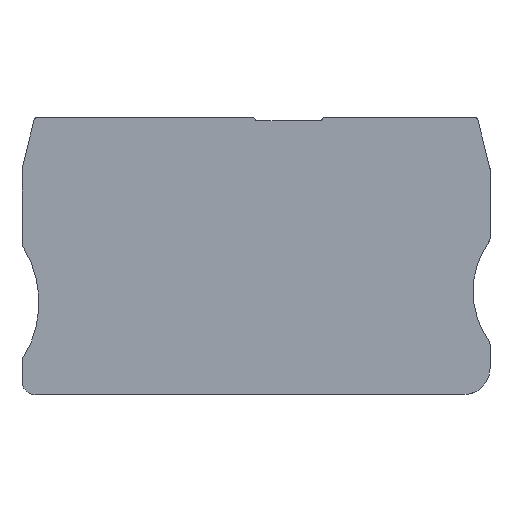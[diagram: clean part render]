
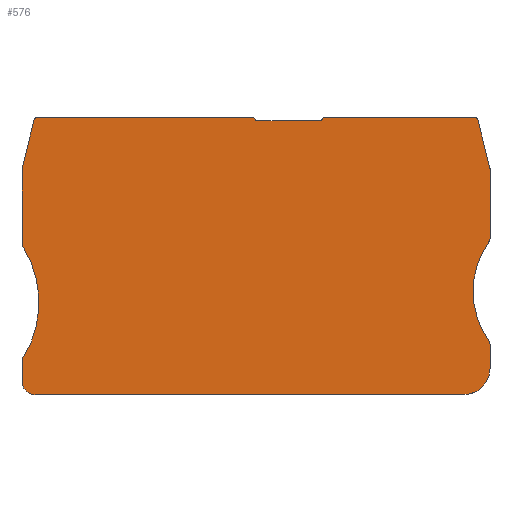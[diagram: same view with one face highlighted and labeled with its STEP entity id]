
A CAD part, top view. The second image highlights one B-rep face of the part: STEP entity #576.
In plain terms, the highlighted planar face has unit normal (0, 0, 1).
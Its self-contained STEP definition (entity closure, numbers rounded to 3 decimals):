
#1=DIRECTION('',(-1.,0.,0.));
#2=VECTOR('',#1,10.052);
#3=CARTESIAN_POINT('',(10.026,41.9,0.));
#4=LINE('',#3,#2);
#5=DIRECTION('',(-0.358,-0.934,0.));
#6=VECTOR('',#5,0.192);
#7=CARTESIAN_POINT('',(10.095,42.079,0.));
#8=LINE('',#7,#6);
#9=CARTESIAN_POINT('',(10.561,41.9,0.));
#10=DIRECTION('',(0.,0.,1.));
#11=DIRECTION('',(0.,1.,0.));
#12=AXIS2_PLACEMENT_3D('',#9,#10,#11);
#14=DIRECTION('',(-1.,0.,0.));
#15=VECTOR('',#14,22.898);
#16=CARTESIAN_POINT('',(33.459,42.4,0.));
#17=LINE('',#16,#15);
#18=CARTESIAN_POINT('',(33.459,41.9,0.));
#19=DIRECTION('',(0.,0.,1.));
#20=DIRECTION('',(0.97,0.242,0.));
#21=AXIS2_PLACEMENT_3D('',#18,#19,#20);
#23=DIRECTION('',(-0.242,0.97,0.));
#24=VECTOR('',#23,7.621);
#25=CARTESIAN_POINT('',(35.788,34.627,0.));
#26=LINE('',#25,#24);
#27=CARTESIAN_POINT('',(35.4,34.53,0.));
#28=DIRECTION('',(0.,0.,1.));
#29=DIRECTION('',(1.,0.,0.));
#30=AXIS2_PLACEMENT_3D('',#27,#28,#29);
#32=DIRECTION('',(0.,1.,0.));
#33=VECTOR('',#32,10.603);
#34=CARTESIAN_POINT('',(35.8,23.927,0.));
#35=LINE('',#34,#33);
#36=CARTESIAN_POINT('',(34.8,23.927,0.));
#37=DIRECTION('',(0.,0.,1.));
#38=DIRECTION('',(0.814,-0.58,0.));
#39=AXIS2_PLACEMENT_3D('',#36,#37,#38);
#41=CARTESIAN_POINT('',(46.2,15.8,0.));
#42=DIRECTION('',(0.,0.,-1.));
#43=DIRECTION('',(-0.814,-0.58,0.));
#44=AXIS2_PLACEMENT_3D('',#41,#42,#43);
#46=CARTESIAN_POINT('',(34.8,7.673,0.));
#47=DIRECTION('',(0.,0.,1.));
#48=DIRECTION('',(1.,0.,0.));
#49=AXIS2_PLACEMENT_3D('',#46,#47,#48);
#51=DIRECTION('',(0.,1.,0.));
#52=VECTOR('',#51,3.673);
#53=CARTESIAN_POINT('',(35.8,4.,0.));
#54=LINE('',#53,#52);
#55=CARTESIAN_POINT('',(31.8,4.,0.));
#56=DIRECTION('',(0.,0.,1.));
#57=DIRECTION('',(0.,-1.,0.));
#58=AXIS2_PLACEMENT_3D('',#55,#56,#57);
#60=DIRECTION('',(1.,0.,0.));
#61=VECTOR('',#60,65.6);
#62=CARTESIAN_POINT('',(-33.8,0.,0.));
#63=LINE('',#62,#61);
#64=CARTESIAN_POINT('',(-33.8,2.,0.));
#65=DIRECTION('',(0.,0.,1.));
#66=DIRECTION('',(-1.,0.,0.));
#67=AXIS2_PLACEMENT_3D('',#64,#65,#66);
#69=DIRECTION('',(0.,-1.,0.));
#70=VECTOR('',#69,3.065);
#71=CARTESIAN_POINT('',(-35.8,5.065,0.));
#72=LINE('',#71,#70);
#73=CARTESIAN_POINT('',(-34.8,5.065,0.));
#74=DIRECTION('',(0.,0.,1.));
#75=DIRECTION('',(-0.847,0.531,0.));
#76=AXIS2_PLACEMENT_3D('',#73,#74,#75);
#78=CARTESIAN_POINT('',(-49.2,14.1,0.));
#79=DIRECTION('',(0.,0.,-1.));
#80=DIRECTION('',(0.847,0.531,0.));
#81=AXIS2_PLACEMENT_3D('',#78,#79,#80);
#83=CARTESIAN_POINT('',(-34.8,23.135,0.));
#84=DIRECTION('',(0.,0.,1.));
#85=DIRECTION('',(-1.,0.,0.));
#86=AXIS2_PLACEMENT_3D('',#83,#84,#85);
#88=DIRECTION('',(0.,-1.,0.));
#89=VECTOR('',#88,11.394);
#90=CARTESIAN_POINT('',(-35.8,34.53,0.));
#91=LINE('',#90,#89);
#92=CARTESIAN_POINT('',(-35.4,34.53,0.));
#93=DIRECTION('',(0.,0.,1.));
#94=DIRECTION('',(-0.97,0.242,0.));
#95=AXIS2_PLACEMENT_3D('',#92,#93,#94);
#97=DIRECTION('',(-0.242,-0.97,0.));
#98=VECTOR('',#97,7.621);
#99=CARTESIAN_POINT('',(-33.945,42.021,0.));
#100=LINE('',#99,#98);
#101=CARTESIAN_POINT('',(-33.459,41.9,0.));
#102=DIRECTION('',(0.,0.,1.));
#103=DIRECTION('',(0.,1.,0.));
#104=AXIS2_PLACEMENT_3D('',#101,#102,#103);
#106=DIRECTION('',(-1.,0.,0.));
#107=VECTOR('',#106,32.898);
#108=CARTESIAN_POINT('',(-0.561,42.4,0.));
#109=LINE('',#108,#107);
#110=CARTESIAN_POINT('',(-0.561,41.9,0.));
#111=DIRECTION('',(0.,0.,1.));
#112=DIRECTION('',(0.934,0.358,0.));
#113=AXIS2_PLACEMENT_3D('',#110,#111,#112);
#115=DIRECTION('',(-0.358,0.934,0.));
#116=VECTOR('',#115,0.192);
#117=CARTESIAN_POINT('',(-0.026,41.9,0.));
#118=LINE('',#117,#116);
#397=CARTESIAN_POINT('',(10.026,41.9,0.));
#398=CARTESIAN_POINT('',(-0.026,41.9,0.));
#399=VERTEX_POINT('',#397);
#400=VERTEX_POINT('',#398);
#401=CARTESIAN_POINT('',(-0.095,42.079,0.));
#402=VERTEX_POINT('',#401);
#403=CARTESIAN_POINT('',(-0.561,42.4,0.));
#404=VERTEX_POINT('',#403);
#405=CARTESIAN_POINT('',(-33.459,42.4,0.));
#406=VERTEX_POINT('',#405);
#407=CARTESIAN_POINT('',(-33.945,42.021,0.));
#408=VERTEX_POINT('',#407);
#409=CARTESIAN_POINT('',(-35.788,34.627,0.));
#410=VERTEX_POINT('',#409);
#411=CARTESIAN_POINT('',(-35.8,34.53,0.));
#412=VERTEX_POINT('',#411);
#413=CARTESIAN_POINT('',(-35.8,23.135,0.));
#414=VERTEX_POINT('',#413);
#415=CARTESIAN_POINT('',(-35.647,22.604,0.));
#416=VERTEX_POINT('',#415);
#417=CARTESIAN_POINT('',(-35.647,5.596,0.));
#418=VERTEX_POINT('',#417);
#419=CARTESIAN_POINT('',(-35.8,5.065,0.));
#420=VERTEX_POINT('',#419);
#421=CARTESIAN_POINT('',(-35.8,2.,0.));
#422=VERTEX_POINT('',#421);
#423=CARTESIAN_POINT('',(-33.8,0.,0.));
#424=VERTEX_POINT('',#423);
#425=CARTESIAN_POINT('',(31.8,0.,0.));
#426=VERTEX_POINT('',#425);
#427=CARTESIAN_POINT('',(35.8,4.,0.));
#428=VERTEX_POINT('',#427);
#429=CARTESIAN_POINT('',(35.8,7.673,0.));
#430=VERTEX_POINT('',#429);
#431=CARTESIAN_POINT('',(35.614,8.254,0.));
#432=VERTEX_POINT('',#431);
#433=CARTESIAN_POINT('',(35.614,23.346,0.));
#434=VERTEX_POINT('',#433);
#435=CARTESIAN_POINT('',(35.8,23.927,0.));
#436=VERTEX_POINT('',#435);
#437=CARTESIAN_POINT('',(35.8,34.53,0.));
#438=VERTEX_POINT('',#437);
#439=CARTESIAN_POINT('',(35.788,34.627,0.));
#440=VERTEX_POINT('',#439);
#441=CARTESIAN_POINT('',(33.945,42.021,0.));
#442=VERTEX_POINT('',#441);
#443=CARTESIAN_POINT('',(33.459,42.4,0.));
#444=VERTEX_POINT('',#443);
#445=CARTESIAN_POINT('',(10.561,42.4,0.));
#446=VERTEX_POINT('',#445);
#447=CARTESIAN_POINT('',(10.095,42.079,0.));
#448=VERTEX_POINT('',#447);
#517=CARTESIAN_POINT('',(0.,0.,0.));
#518=DIRECTION('',(0.,0.,1.));
#519=DIRECTION('',(1.,0.,0.));
#520=AXIS2_PLACEMENT_3D('',#517,#518,#519);
#521=PLANE('',#520);
#523=ORIENTED_EDGE('',*,*,#522,.F.);
#525=ORIENTED_EDGE('',*,*,#524,.F.);
#527=ORIENTED_EDGE('',*,*,#526,.F.);
#529=ORIENTED_EDGE('',*,*,#528,.F.);
#531=ORIENTED_EDGE('',*,*,#530,.F.);
#533=ORIENTED_EDGE('',*,*,#532,.F.);
#535=ORIENTED_EDGE('',*,*,#534,.F.);
#537=ORIENTED_EDGE('',*,*,#536,.F.);
#539=ORIENTED_EDGE('',*,*,#538,.F.);
#541=ORIENTED_EDGE('',*,*,#540,.F.);
#543=ORIENTED_EDGE('',*,*,#542,.F.);
#545=ORIENTED_EDGE('',*,*,#544,.F.);
#547=ORIENTED_EDGE('',*,*,#546,.F.);
#549=ORIENTED_EDGE('',*,*,#548,.F.);
#551=ORIENTED_EDGE('',*,*,#550,.F.);
#553=ORIENTED_EDGE('',*,*,#552,.F.);
#555=ORIENTED_EDGE('',*,*,#554,.F.);
#557=ORIENTED_EDGE('',*,*,#556,.F.);
#559=ORIENTED_EDGE('',*,*,#558,.F.);
#561=ORIENTED_EDGE('',*,*,#560,.F.);
#563=ORIENTED_EDGE('',*,*,#562,.F.);
#565=ORIENTED_EDGE('',*,*,#564,.F.);
#567=ORIENTED_EDGE('',*,*,#566,.F.);
#569=ORIENTED_EDGE('',*,*,#568,.F.);
#571=ORIENTED_EDGE('',*,*,#570,.F.);
#573=ORIENTED_EDGE('',*,*,#572,.F.);
#574=EDGE_LOOP('',(#523,#525,#527,#529,#531,#533,#535,#537,#539,#541,#543,#545,
#547,#549,#551,#553,#555,#557,#559,#561,#563,#565,#567,#569,#571,#573));
#575=FACE_OUTER_BOUND('',#574,.F.);
#576=ADVANCED_FACE('',(#575),#521,.T.);
#13=CIRCLE('',#12,0.5);
#22=CIRCLE('',#21,0.5);
#31=CIRCLE('',#30,0.4);
#40=CIRCLE('',#39,1.);
#45=CIRCLE('',#44,13.);
#50=CIRCLE('',#49,1.);
#59=CIRCLE('',#58,4.);
#68=CIRCLE('',#67,2.);
#77=CIRCLE('',#76,1.);
#82=CIRCLE('',#81,16.);
#87=CIRCLE('',#86,1.);
#96=CIRCLE('',#95,0.4);
#105=CIRCLE('',#104,0.5);
#114=CIRCLE('',#113,0.5);
#522=EDGE_CURVE('',#399,#400,#4,.T.);
#524=EDGE_CURVE('',#448,#399,#8,.T.);
#526=EDGE_CURVE('',#446,#448,#13,.T.);
#528=EDGE_CURVE('',#444,#446,#17,.T.);
#530=EDGE_CURVE('',#442,#444,#22,.T.);
#532=EDGE_CURVE('',#440,#442,#26,.T.);
#534=EDGE_CURVE('',#438,#440,#31,.T.);
#536=EDGE_CURVE('',#436,#438,#35,.T.);
#538=EDGE_CURVE('',#434,#436,#40,.T.);
#540=EDGE_CURVE('',#432,#434,#45,.T.);
#542=EDGE_CURVE('',#430,#432,#50,.T.);
#544=EDGE_CURVE('',#428,#430,#54,.T.);
#546=EDGE_CURVE('',#426,#428,#59,.T.);
#548=EDGE_CURVE('',#424,#426,#63,.T.);
#550=EDGE_CURVE('',#422,#424,#68,.T.);
#552=EDGE_CURVE('',#420,#422,#72,.T.);
#554=EDGE_CURVE('',#418,#420,#77,.T.);
#556=EDGE_CURVE('',#416,#418,#82,.T.);
#558=EDGE_CURVE('',#414,#416,#87,.T.);
#560=EDGE_CURVE('',#412,#414,#91,.T.);
#562=EDGE_CURVE('',#410,#412,#96,.T.);
#564=EDGE_CURVE('',#408,#410,#100,.T.);
#566=EDGE_CURVE('',#406,#408,#105,.T.);
#568=EDGE_CURVE('',#404,#406,#109,.T.);
#570=EDGE_CURVE('',#402,#404,#114,.T.);
#572=EDGE_CURVE('',#400,#402,#118,.T.);
